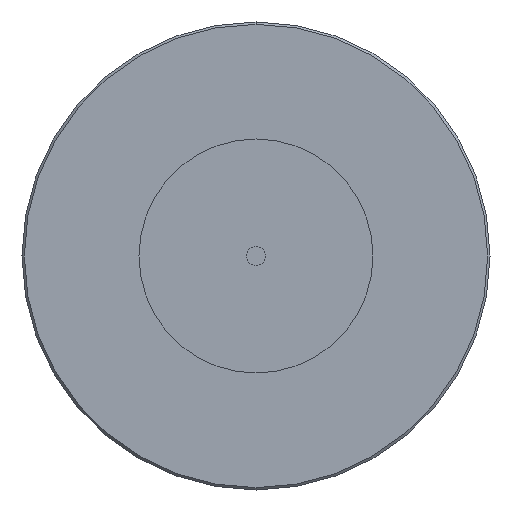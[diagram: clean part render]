
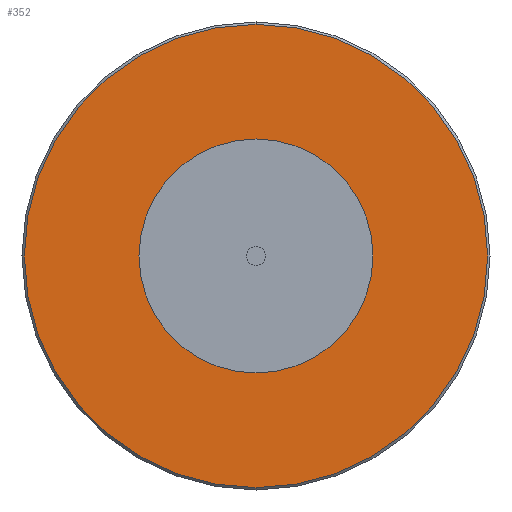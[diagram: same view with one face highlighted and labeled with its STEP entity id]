
A CAD part, front view. The second image highlights one B-rep face of the part: STEP entity #352.
In plain terms, the highlighted planar face has unit normal (0, -1, 0).
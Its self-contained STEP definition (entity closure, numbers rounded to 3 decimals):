
#71 = VERTEX_POINT ( 'NONE', #762 ) ;
#73 = VERTEX_POINT ( 'NONE', #665 ) ;
#74 = VERTEX_POINT ( 'NONE', #766 ) ;
#76 = EDGE_CURVE ( 'NONE', #73, #71, #757, .T. ) ;
#87 = VERTEX_POINT ( 'NONE', #813 ) ;
#142 = EDGE_CURVE ( 'NONE', #74, #87, #795, .T. ) ;
#196 = EDGE_CURVE ( 'NONE', #87, #74, #911, .T. ) ;
#197 = EDGE_LOOP ( 'NONE', ( #357, #355 ) ) ;
#198 = EDGE_CURVE ( 'NONE', #71, #73, #910, .T. ) ;
#200 = ORIENTED_EDGE ( 'NONE', *, *, #198, .F. ) ;
#352 = ADVANCED_FACE ( 'NONE', ( #1160, #1307 ), #1317, .T. ) ;
#354 = EDGE_LOOP ( 'NONE', ( #200, #356 ) ) ;
#355 = ORIENTED_EDGE ( 'NONE', *, *, #142, .T. ) ;
#356 = ORIENTED_EDGE ( 'NONE', *, *, #76, .F. ) ;
#357 = ORIENTED_EDGE ( 'NONE', *, *, #196, .T. ) ;
#665 = CARTESIAN_POINT ( 'NONE',  ( 0., 0., 25. ) ) ;
#753 = DIRECTION ( 'NONE',  ( 0., 0., -1. ) ) ;
#754 = DIRECTION ( 'NONE',  ( 0., -1., 0. ) ) ;
#755 = CARTESIAN_POINT ( 'NONE',  ( 0., 0., 0. ) ) ;
#756 = AXIS2_PLACEMENT_3D ( 'NONE', #755, #754, #753 ) ;
#757 = CIRCLE ( 'NONE', #756, 25. ) ;
#762 = CARTESIAN_POINT ( 'NONE',  ( 0., 0., -25. ) ) ;
#766 = CARTESIAN_POINT ( 'NONE',  ( 0., 0., -49.5 ) ) ;
#792 = DIRECTION ( 'NONE',  ( 0., 0., -1. ) ) ;
#793 = DIRECTION ( 'NONE',  ( 0., -1., 0. ) ) ;
#794 = CARTESIAN_POINT ( 'NONE',  ( 0., 0., 0. ) ) ;
#795 = CIRCLE ( 'NONE', #799, 49.5 ) ;
#799 = AXIS2_PLACEMENT_3D ( 'NONE', #794, #793, #792 ) ;
#813 = CARTESIAN_POINT ( 'NONE',  ( 0., 0., 49.5 ) ) ;
#899 = DIRECTION ( 'NONE',  ( 0., 0., -1. ) ) ;
#900 = DIRECTION ( 'NONE',  ( 0., -1., 0. ) ) ;
#901 = CARTESIAN_POINT ( 'NONE',  ( 0., 0., 0. ) ) ;
#906 = DIRECTION ( 'NONE',  ( 0., 0., -1. ) ) ;
#907 = DIRECTION ( 'NONE',  ( 0., -1., 0. ) ) ;
#908 = CARTESIAN_POINT ( 'NONE',  ( 0., 0., 0. ) ) ;
#910 = CIRCLE ( 'NONE', #953, 25. ) ;
#911 = CIRCLE ( 'NONE', #946, 49.5 ) ;
#946 = AXIS2_PLACEMENT_3D ( 'NONE', #908, #907, #906 ) ;
#953 = AXIS2_PLACEMENT_3D ( 'NONE', #901, #900, #899 ) ;
#1160 = FACE_OUTER_BOUND ( 'NONE', #197, .T. ) ;
#1297 = DIRECTION ( 'NONE',  ( 0., 0., -1. ) ) ;
#1298 = DIRECTION ( 'NONE',  ( 0., -1., 0. ) ) ;
#1299 = CARTESIAN_POINT ( 'NONE',  ( 49.5, 0., 0. ) ) ;
#1307 = FACE_BOUND ( 'NONE', #354, .T. ) ;
#1308 = AXIS2_PLACEMENT_3D ( 'NONE', #1299, #1298, #1297 ) ;
#1317 = PLANE ( 'NONE',  #1308 ) ;
